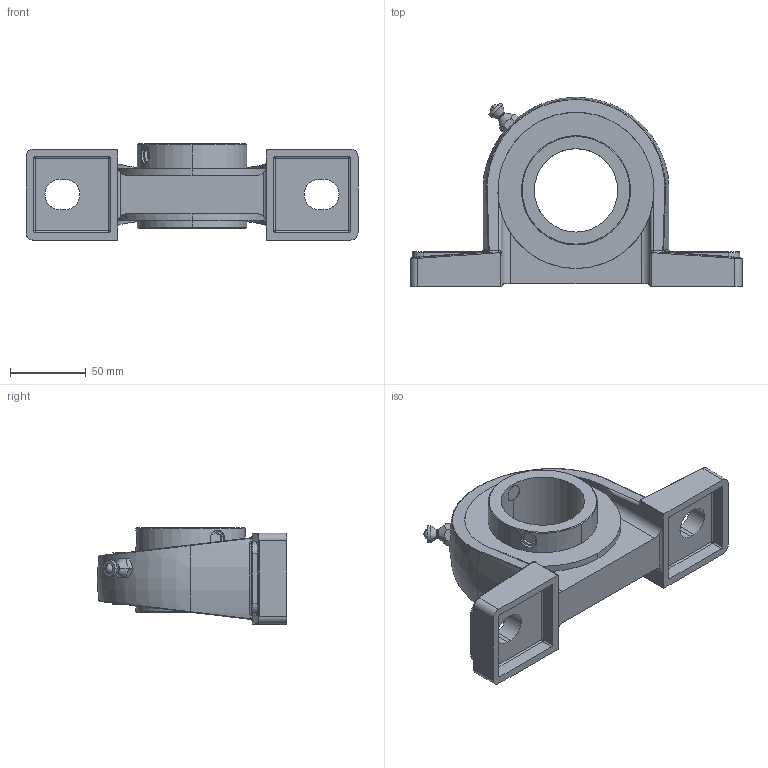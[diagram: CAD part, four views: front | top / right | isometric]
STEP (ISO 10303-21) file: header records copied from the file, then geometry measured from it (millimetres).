
FILE_DESCRIPTION (( 'STEP AP203' ), '1' );
FILE_NAME ('UCP211-FKB_203.STEP', '2014-11-10T03:07:22', ( '' ), ( '' ), 'SwSTEP 2.0', 'SolidWorks 2010', '' );
FILE_SCHEMA (( 'CONFIG_CONTROL_DESIGN' ));
Length unit declared in the file: millimetre
Products named in the file (1): UCP211-FKB_203
Bounding box: 219 x 125 x 63.4 mm (x, y, z)
Volume: 499141.3 mm3; surface area: 77678.1 mm2
Topology: 1 solids, 1 shells, 251 faces, 600 edges, 345 vertices
Faces by surface type: cylinder 96, plane 70, bspline 46, torus 15, cone 14, sphere 10
Entity records: 13439 total; most frequent: CARTESIAN_POINT 7977, ORIENTED_EDGE 1168, DIRECTION 1072, EDGE_CURVE 584, AXIS2_PLACEMENT_3D 416, VERTEX_POINT 345, EDGE_LOOP 267, ADVANCED_FACE 251
